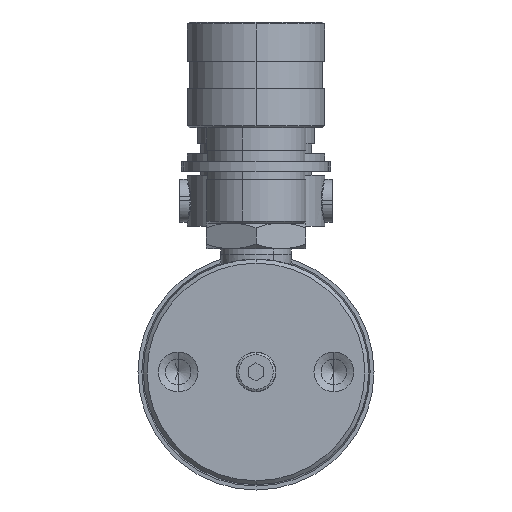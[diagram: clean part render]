
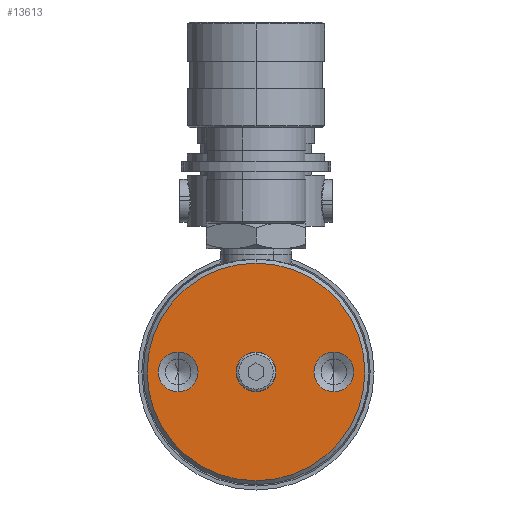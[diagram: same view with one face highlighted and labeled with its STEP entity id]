
A CAD part, front view. The second image highlights one B-rep face of the part: STEP entity #13613.
In plain terms, the highlighted planar face has unit normal (0, -1, 0).
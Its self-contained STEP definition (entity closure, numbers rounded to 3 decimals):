
#575 = EDGE_CURVE ( 'NONE', #41575, #6276, #23468, .T. ) ;
#850 = CARTESIAN_POINT ( 'NONE',  ( 0., 0., 27.75 ) ) ;
#916 = CIRCLE ( 'NONE', #47708, 27.75 ) ;
#1804 = CARTESIAN_POINT ( 'NONE',  ( 0., 0., 0. ) ) ;
#1945 = EDGE_LOOP ( 'NONE', ( #40888, #7153 ) ) ;
#2040 = FACE_BOUND ( 'NONE', #45169, .T. ) ;
#2117 = DIRECTION ( 'NONE',  ( 0., 0., -1. ) ) ;
#2227 = FACE_BOUND ( 'NONE', #3911, .T. ) ;
#2368 = FACE_BOUND ( 'NONE', #1945, .T. ) ;
#2449 = DIRECTION ( 'NONE',  ( 0., 0., -1. ) ) ;
#2456 = DIRECTION ( 'NONE',  ( 0., -1., 0. ) ) ;
#2513 = CARTESIAN_POINT ( 'NONE',  ( -19.85, 0., 0. ) ) ;
#2601 = FACE_OUTER_BOUND ( 'NONE', #34071, .T. ) ;
#3659 = CARTESIAN_POINT ( 'NONE',  ( -19.85, 0., 5.08 ) ) ;
#3911 = EDGE_LOOP ( 'NONE', ( #39077, #30000 ) ) ;
#4342 = CARTESIAN_POINT ( 'NONE',  ( 19.85, 0., 5.08 ) ) ;
#4619 = CIRCLE ( 'NONE', #49348, 5.075 ) ;
#5051 = CARTESIAN_POINT ( 'NONE',  ( 0., 0., -5.075 ) ) ;
#5778 = DIRECTION ( 'NONE',  ( 0., 0., -1. ) ) ;
#5941 = EDGE_CURVE ( 'NONE', #12700, #30315, #916, .T. ) ;
#6276 = VERTEX_POINT ( 'NONE', #25930 ) ;
#7153 = ORIENTED_EDGE ( 'NONE', *, *, #575, .F. ) ;
#8843 = CIRCLE ( 'NONE', #49123, 5.075 ) ;
#9392 = AXIS2_PLACEMENT_3D ( 'NONE', #22576, #49291, #26398 ) ;
#9549 = EDGE_CURVE ( 'NONE', #30315, #12700, #34664, .T. ) ;
#10218 = ORIENTED_EDGE ( 'NONE', *, *, #5941, .T. ) ;
#11207 = EDGE_CURVE ( 'NONE', #6276, #41575, #26891, .T. ) ;
#12700 = VERTEX_POINT ( 'NONE', #850 ) ;
#13613 = ADVANCED_FACE ( 'NONE', ( #2227, #2368, #2601, #2040 ), #35930, .F. ) ;
#14227 = AXIS2_PLACEMENT_3D ( 'NONE', #27228, #27167, #27159 ) ;
#16990 = VERTEX_POINT ( 'NONE', #25527 ) ;
#17144 = ORIENTED_EDGE ( 'NONE', *, *, #9549, .T. ) ;
#19303 = CARTESIAN_POINT ( 'NONE',  ( 0., 0., -27.75 ) ) ;
#19851 = AXIS2_PLACEMENT_3D ( 'NONE', #2513, #2456, #2449 ) ;
#20523 = EDGE_CURVE ( 'NONE', #16990, #29586, #8843, .T. ) ;
#20945 = DIRECTION ( 'NONE',  ( 0., -1., 0. ) ) ;
#22576 = CARTESIAN_POINT ( 'NONE',  ( 19.85, 0., 0. ) ) ;
#23468 = CIRCLE ( 'NONE', #30525, 5.08 ) ;
#25527 = CARTESIAN_POINT ( 'NONE',  ( 0., 0., 5.075 ) ) ;
#25535 = DIRECTION ( 'NONE',  ( 0., -1., 0. ) ) ;
#25930 = CARTESIAN_POINT ( 'NONE',  ( -19.85, 0., -5.08 ) ) ;
#26398 = DIRECTION ( 'NONE',  ( 0., 0., -1. ) ) ;
#26891 = CIRCLE ( 'NONE', #19851, 5.08 ) ;
#27159 = DIRECTION ( 'NONE',  ( 0., 0., 1. ) ) ;
#27167 = DIRECTION ( 'NONE',  ( 0., -1., 0. ) ) ;
#27228 = CARTESIAN_POINT ( 'NONE',  ( 0., 0., 0. ) ) ;
#29064 = DIRECTION ( 'NONE',  ( 0., -1., 0. ) ) ;
#29539 = VERTEX_POINT ( 'NONE', #35891 ) ;
#29586 = VERTEX_POINT ( 'NONE', #5051 ) ;
#30000 = ORIENTED_EDGE ( 'NONE', *, *, #37280, .F. ) ;
#30315 = VERTEX_POINT ( 'NONE', #19303 ) ;
#30525 = AXIS2_PLACEMENT_3D ( 'NONE', #47197, #47083, #47032 ) ;
#31332 = AXIS2_PLACEMENT_3D ( 'NONE', #35364, #35024, #34890 ) ;
#32646 = DIRECTION ( 'NONE',  ( 0., 0., 1. ) ) ;
#32754 = DIRECTION ( 'NONE',  ( 0., -1., 0. ) ) ;
#32808 = CARTESIAN_POINT ( 'NONE',  ( 0., 0., 0. ) ) ;
#32831 = EDGE_CURVE ( 'NONE', #29586, #16990, #4619, .T. ) ;
#33241 = AXIS2_PLACEMENT_3D ( 'NONE', #43784, #20945, #47690 ) ;
#33945 = CIRCLE ( 'NONE', #33241, 5.08 ) ;
#34071 = EDGE_LOOP ( 'NONE', ( #10218, #17144 ) ) ;
#34664 = CIRCLE ( 'NONE', #14227, 27.75 ) ;
#34890 = DIRECTION ( 'NONE',  ( 0., 0., 1. ) ) ;
#35024 = DIRECTION ( 'NONE',  ( 0., 1., 0. ) ) ;
#35364 = CARTESIAN_POINT ( 'NONE',  ( -5.075, 0., 0. ) ) ;
#35891 = CARTESIAN_POINT ( 'NONE',  ( 19.85, 0., -5.08 ) ) ;
#35930 = PLANE ( 'NONE',  #31332 ) ;
#35988 = VERTEX_POINT ( 'NONE', #4342 ) ;
#37280 = EDGE_CURVE ( 'NONE', #35988, #29539, #48038, .T. ) ;
#39077 = ORIENTED_EDGE ( 'NONE', *, *, #45438, .F. ) ;
#40888 = ORIENTED_EDGE ( 'NONE', *, *, #11207, .F. ) ;
#41575 = VERTEX_POINT ( 'NONE', #3659 ) ;
#42775 = ORIENTED_EDGE ( 'NONE', *, *, #20523, .F. ) ;
#43784 = CARTESIAN_POINT ( 'NONE',  ( 19.85, 0., 0. ) ) ;
#45169 = EDGE_LOOP ( 'NONE', ( #48404, #42775 ) ) ;
#45438 = EDGE_CURVE ( 'NONE', #29539, #35988, #33945, .T. ) ;
#47032 = DIRECTION ( 'NONE',  ( 0., 0., -1. ) ) ;
#47083 = DIRECTION ( 'NONE',  ( 0., -1., 0. ) ) ;
#47197 = CARTESIAN_POINT ( 'NONE',  ( -19.85, 0., 0. ) ) ;
#47690 = DIRECTION ( 'NONE',  ( 0., 0., -1. ) ) ;
#47708 = AXIS2_PLACEMENT_3D ( 'NONE', #32808, #32754, #32646 ) ;
#48038 = CIRCLE ( 'NONE', #9392, 5.08 ) ;
#48404 = ORIENTED_EDGE ( 'NONE', *, *, #32831, .F. ) ;
#48457 = CARTESIAN_POINT ( 'NONE',  ( 0., 0., 0. ) ) ;
#49123 = AXIS2_PLACEMENT_3D ( 'NONE', #1804, #29064, #5778 ) ;
#49291 = DIRECTION ( 'NONE',  ( 0., -1., 0. ) ) ;
#49348 = AXIS2_PLACEMENT_3D ( 'NONE', #48457, #25535, #2117 ) ;
